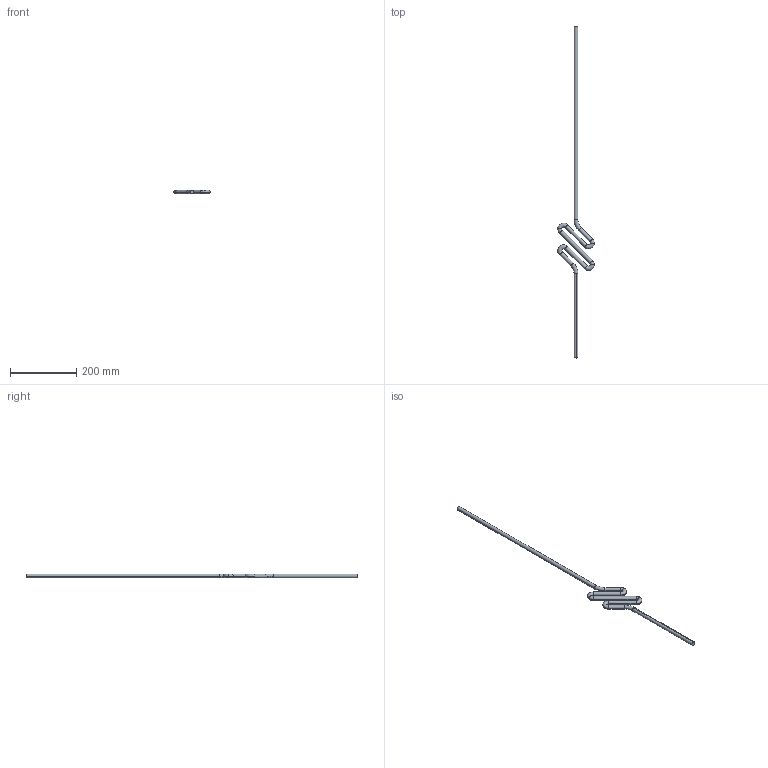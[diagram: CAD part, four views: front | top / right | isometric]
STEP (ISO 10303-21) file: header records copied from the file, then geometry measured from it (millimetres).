
FILE_DESCRIPTION (( 'STEP AP203' ), '1' );
FILE_NAME ('56301-240.step', '2015-09-17T15:40:07', ( '' ), ( '' ), 'SwSTEP 2.0', 'SolidWorks 2015', '' );
FILE_SCHEMA (( 'CONFIG_CONTROL_DESIGN' ));
Length unit declared in the file: millimetre
Products named in the file (1): 56301-240
Bounding box: 110 x 999.97 x 12 mm (x, y, z)
Volume: 162323.4 mm3; surface area: 54358.3 mm2
Topology: 1 solids, 1 shells, 147 faces, 374 edges, 240 vertices
Faces by surface type: plane 67, bspline 52, torus 16, cylinder 12
Entity records: 7085 total; most frequent: CARTESIAN_POINT 3790, ORIENTED_EDGE 748, DIRECTION 510, EDGE_CURVE 374, VERTEX_POINT 240, LINE 222, VECTOR 222, EDGE_LOOP 158
